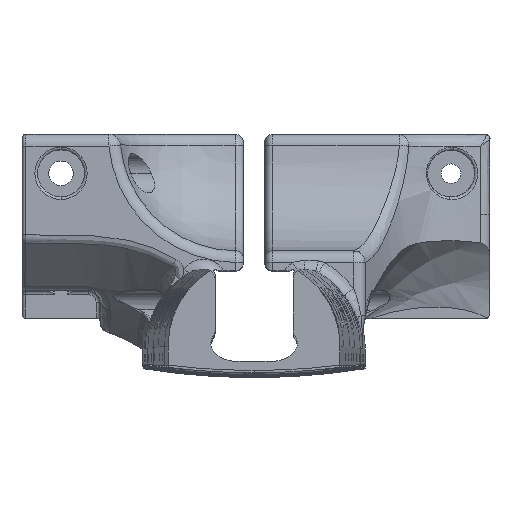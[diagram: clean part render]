
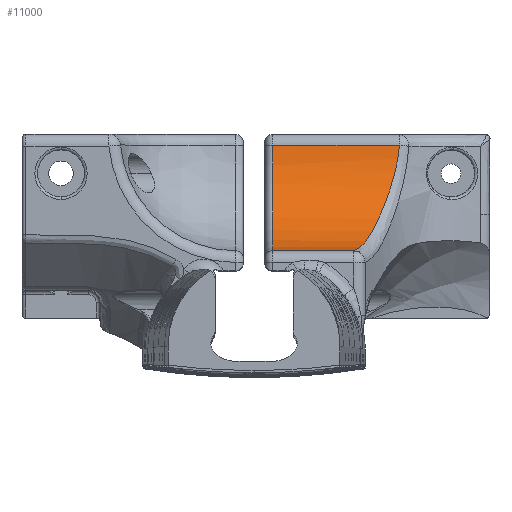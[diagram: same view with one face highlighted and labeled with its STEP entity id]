
A CAD part, top view. The second image highlights one B-rep face of the part: STEP entity #11000.
In plain terms, the highlighted cylindrical face has radius 30 mm (diameter 60 mm), a partial arc.
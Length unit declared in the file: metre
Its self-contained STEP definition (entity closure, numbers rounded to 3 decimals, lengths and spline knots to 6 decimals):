
#584=CYLINDRICAL_SURFACE('',#12168,0.03);
#1027=B_SPLINE_CURVE_WITH_KNOTS('',3,(#19837,#19838,#19839,#19840,#19841,
#19842,#19843,#19844,#19845,#19846,#19847),.UNSPECIFIED.,.F.,.F.,(4,1,1,
1,1,1,1,1,4),(0.,0.005414,0.010829,0.016243,
0.021657,0.027072,0.032486,0.0379,
0.043315),.UNSPECIFIED.);
#1575=LINE('',#19830,#2065);
#1576=LINE('',#19835,#2066);
#2065=VECTOR('',#14660,1.);
#2066=VECTOR('',#14663,1.);
#4245=ORIENTED_EDGE('',*,*,#6878,.T.);
#4246=ORIENTED_EDGE('',*,*,#6879,.T.);
#4247=ORIENTED_EDGE('',*,*,#6880,.T.);
#4248=ORIENTED_EDGE('',*,*,#6881,.T.);
#6878=EDGE_CURVE('',#8330,#8331,#1575,.T.);
#6879=EDGE_CURVE('',#8331,#8332,#8993,.T.);
#6880=EDGE_CURVE('',#8332,#8333,#1576,.F.);
#6881=EDGE_CURVE('',#8333,#8330,#1027,.T.);
#8330=VERTEX_POINT('',#19831);
#8331=VERTEX_POINT('',#19832);
#8332=VERTEX_POINT('',#19834);
#8333=VERTEX_POINT('',#19836);
#8993=CIRCLE('',#12169,0.03);
#9591=EDGE_LOOP('',(#4245,#4246,#4247,#4248));
#10310=FACE_BOUND('',#9591,.T.);
#11000=ADVANCED_FACE('',(#10310),#584,.F.);
#12168=AXIS2_PLACEMENT_3D('',#19829,#14658,#14659);
#12169=AXIS2_PLACEMENT_3D('',#19833,#14661,#14662);
#14658=DIRECTION('',(-1.,0.,0.));
#14659=DIRECTION('',(0.,-1.,0.));
#14660=DIRECTION('',(-1.,0.,0.));
#14661=DIRECTION('',(-1.,0.,0.));
#14662=DIRECTION('',(0.,-1.,0.));
#14663=DIRECTION('',(-1.,0.,0.));
#19829=CARTESIAN_POINT('',(4.535478,0.061812,0.051));
#19830=CARTESIAN_POINT('',(4.535478,0.059085,0.021124));
#19831=CARTESIAN_POINT('',(0.037263,0.059085,0.021124));
#19832=CARTESIAN_POINT('',(0.00475,0.059085,0.021124));
#19833=CARTESIAN_POINT('',(0.00475,0.061812,0.051));
#19834=CARTESIAN_POINT('',(0.00475,0.031936,0.048273));
#19835=CARTESIAN_POINT('',(4.535478,0.031936,0.048273));
#19836=CARTESIAN_POINT('',(0.025566,0.031936,0.048273));
#19837=CARTESIAN_POINT('',(0.025566,0.031936,0.048273));
#19838=CARTESIAN_POINT('',(0.026122,0.032094,0.046546));
#19839=CARTESIAN_POINT('',(0.027195,0.0327,0.043156));
#19840=CARTESIAN_POINT('',(0.028809,0.0345,0.038233));
#19841=CARTESIAN_POINT('',(0.030409,0.037064,0.033783));
#19842=CARTESIAN_POINT('',(0.032071,0.040408,0.029769));
#19843=CARTESIAN_POINT('',(0.033706,0.044315,0.026448));
#19844=CARTESIAN_POINT('',(0.035287,0.04884,0.023782));
#19845=CARTESIAN_POINT('',(0.036589,0.05372,0.021952));
#19846=CARTESIAN_POINT('',(0.037127,0.05727,0.02129));
#19847=CARTESIAN_POINT('',(0.037263,0.059085,0.021124));
